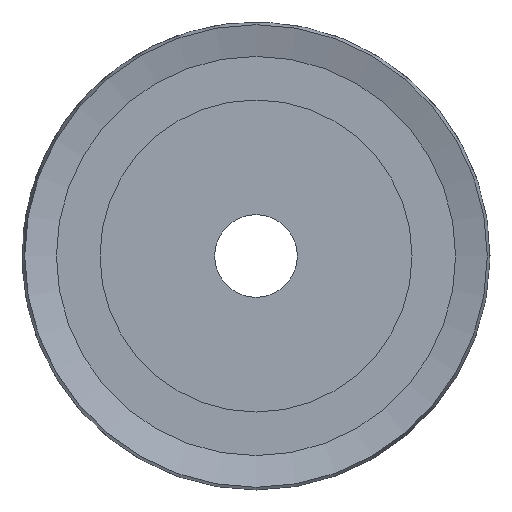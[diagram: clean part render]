
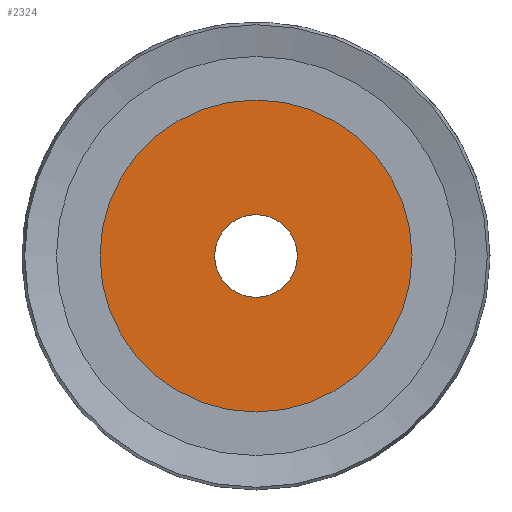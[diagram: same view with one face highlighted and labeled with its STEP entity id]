
A CAD part, left-side view. The second image highlights one B-rep face of the part: STEP entity #2324.
In plain terms, the highlighted planar face has unit normal (-1, 0, 0).
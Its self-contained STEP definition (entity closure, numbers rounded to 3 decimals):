
#30=PLANE('',#2552);
#134=CIRCLE('',#2553,15.);
#135=CIRCLE('',#2554,3.969);
#446=ORIENTED_EDGE('',*,*,#1170,.F.);
#447=ORIENTED_EDGE('',*,*,#1171,.T.);
#1170=EDGE_CURVE('',#1532,#1532,#134,.T.);
#1171=EDGE_CURVE('',#1533,#1533,#135,.T.);
#1532=VERTEX_POINT('',#4085);
#1533=VERTEX_POINT('',#4087);
#1869=EDGE_LOOP('',(#446));
#1870=EDGE_LOOP('',(#447));
#2045=FACE_BOUND('',#1869,.T.);
#2046=FACE_BOUND('',#1870,.T.);
#2324=ADVANCED_FACE('',(#2045,#2046),#30,.F.);
#2552=AXIS2_PLACEMENT_3D('',#4083,#3105,#3106);
#2553=AXIS2_PLACEMENT_3D('',#4084,#3107,#3108);
#2554=AXIS2_PLACEMENT_3D('',#4086,#3109,#3110);
#3105=DIRECTION('',(1.,0.,0.));
#3106=DIRECTION('',(0.,0.,-1.));
#3107=DIRECTION('',(1.,0.,0.));
#3108=DIRECTION('',(0.,0.,-1.));
#3109=DIRECTION('',(1.,0.,0.));
#3110=DIRECTION('',(0.,0.,-1.));
#4083=CARTESIAN_POINT('',(0.,0.,0.));
#4084=CARTESIAN_POINT('',(0.,0.,0.));
#4085=CARTESIAN_POINT('',(0.,0.,-15.));
#4086=CARTESIAN_POINT('',(0.,0.,0.));
#4087=CARTESIAN_POINT('',(0.,0.,-3.969));
